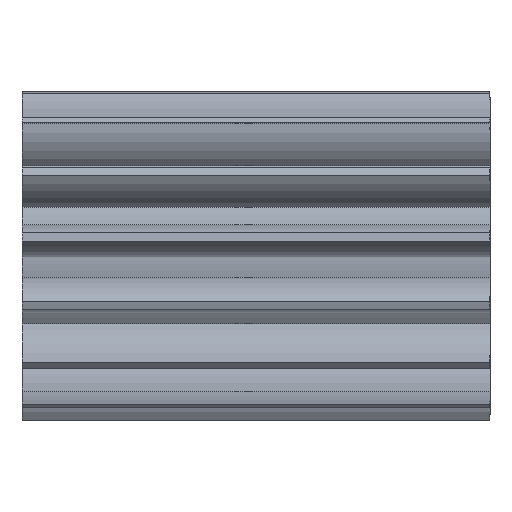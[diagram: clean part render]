
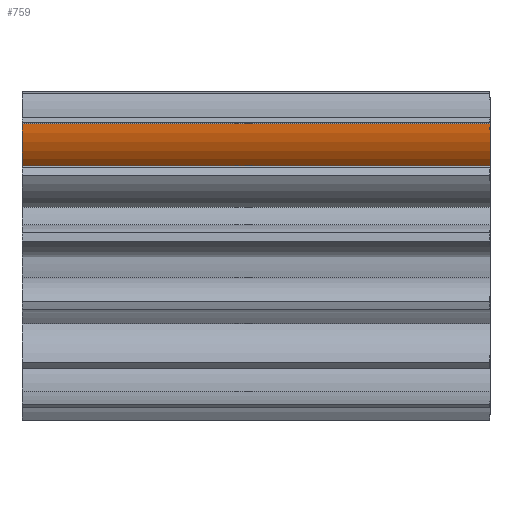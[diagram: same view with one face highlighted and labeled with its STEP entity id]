
A CAD part, top view. The second image highlights one B-rep face of the part: STEP entity #759.
In plain terms, the highlighted cylindrical face has radius 2.381 mm (diameter 4.762 mm), a partial arc.
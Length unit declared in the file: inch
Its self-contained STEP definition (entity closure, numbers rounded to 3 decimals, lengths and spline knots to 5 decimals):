
#533 = CIRCLE ( 'NONE', #559, 0.09375 ) ;
#559 = AXIS2_PLACEMENT_3D ( 'NONE', #6092, #6088, #6086 ) ;
#676 = AXIS2_PLACEMENT_3D ( 'NONE', #5998, #5990, #5987 ) ;
#729 = EDGE_CURVE ( 'NONE', #3091, #1493, #533, .T. ) ;
#759 = ADVANCED_FACE ( 'NONE', ( #6004 ), #6000, .T. ) ;
#857 = EDGE_CURVE ( 'NONE', #1493, #3766, #5514, .T. ) ;
#944 = ORIENTED_EDGE ( 'NONE', *, *, #729, .T. ) ;
#981 = EDGE_CURVE ( 'NONE', #1974, #3091, #4923, .T. ) ;
#1490 = CARTESIAN_POINT ( 'NONE',  ( 0.75, 0.14219, 0.13326 ) ) ;
#1493 = VERTEX_POINT ( 'NONE', #2917 ) ;
#1974 = VERTEX_POINT ( 'NONE', #2241 ) ;
#2241 = CARTESIAN_POINT ( 'NONE',  ( 0., 0.14219, 0.13326 ) ) ;
#2418 = ORIENTED_EDGE ( 'NONE', *, *, #857, .T. ) ;
#2500 = EDGE_LOOP ( 'NONE', ( #944, #2418, #5851, #5079 ) ) ;
#2917 = CARTESIAN_POINT ( 'NONE',  ( 0.75, 0.20948, 0.16174 ) ) ;
#3091 = VERTEX_POINT ( 'NONE', #1490 ) ;
#3290 = DIRECTION ( 'NONE',  ( 0., 0., 1. ) ) ;
#3294 = DIRECTION ( 'NONE',  ( 1., 0., 0. ) ) ;
#3297 = CARTESIAN_POINT ( 'NONE',  ( 0., 0.20948, 0.06799 ) ) ;
#3415 = VECTOR ( 'NONE', #5507, 39.37008 ) ;
#3662 = CIRCLE ( 'NONE', #4088, 0.09375 ) ;
#3766 = VERTEX_POINT ( 'NONE', #5854 ) ;
#4088 = AXIS2_PLACEMENT_3D ( 'NONE', #3297, #3294, #3290 ) ;
#4916 = DIRECTION ( 'NONE',  ( 1., 0., 0. ) ) ;
#4918 = CARTESIAN_POINT ( 'NONE',  ( 0.75, 0.14219, 0.13326 ) ) ;
#4923 = LINE ( 'NONE', #4918, #6157 ) ;
#5079 = ORIENTED_EDGE ( 'NONE', *, *, #981, .T. ) ;
#5507 = DIRECTION ( 'NONE',  ( -1., 0., 0. ) ) ;
#5509 = CARTESIAN_POINT ( 'NONE',  ( 0.75, 0.20948, 0.16174 ) ) ;
#5514 = LINE ( 'NONE', #5509, #3415 ) ;
#5681 = EDGE_CURVE ( 'NONE', #3766, #1974, #3662, .T. ) ;
#5851 = ORIENTED_EDGE ( 'NONE', *, *, #5681, .T. ) ;
#5854 = CARTESIAN_POINT ( 'NONE',  ( 0., 0.20948, 0.16174 ) ) ;
#5987 = DIRECTION ( 'NONE',  ( 0., 0., 1. ) ) ;
#5990 = DIRECTION ( 'NONE',  ( -1., 0., 0. ) ) ;
#5998 = CARTESIAN_POINT ( 'NONE',  ( 0.75, 0.20948, 0.06799 ) ) ;
#6000 = CYLINDRICAL_SURFACE ( 'NONE', #676, 0.09375 ) ;
#6004 = FACE_OUTER_BOUND ( 'NONE', #2500, .T. ) ;
#6086 = DIRECTION ( 'NONE',  ( 0., 0., 1. ) ) ;
#6088 = DIRECTION ( 'NONE',  ( -1., 0., 0. ) ) ;
#6092 = CARTESIAN_POINT ( 'NONE',  ( 0.75, 0.20948, 0.06799 ) ) ;
#6157 = VECTOR ( 'NONE', #4916, 39.37008 ) ;
